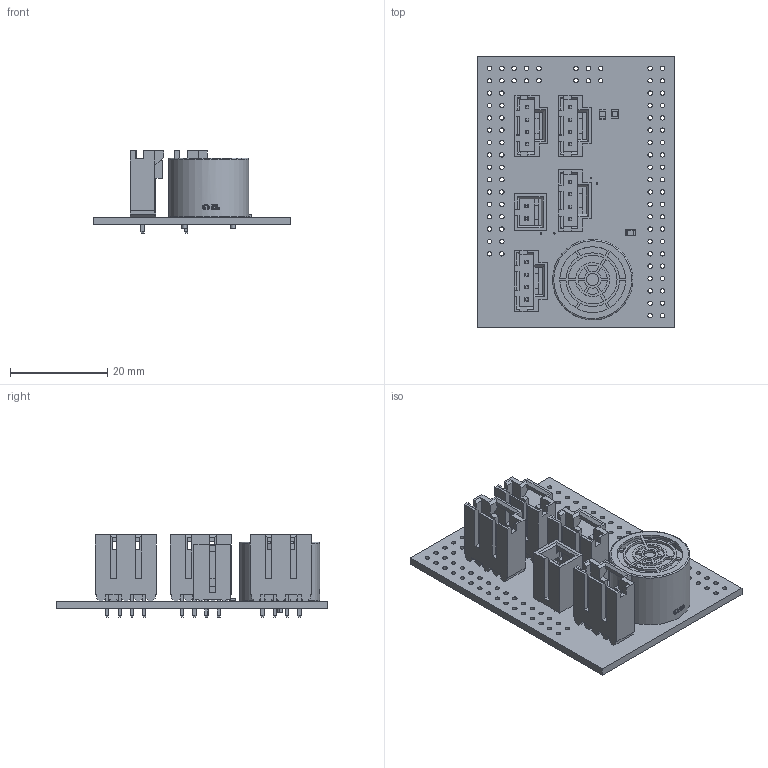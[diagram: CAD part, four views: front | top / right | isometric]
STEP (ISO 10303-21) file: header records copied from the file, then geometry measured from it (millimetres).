
FILE_DESCRIPTION(('Designed by EasyEDA Pro'),'2;1');
FILE_NAME('Open CASCADE Shape Model','2023-03-24T23:13:15',('Author'),( 'Open CASCADE'),'Open CASCADE STEP processor 7.6','Open CASCADE 7.6' ,'Unknown');
FILE_SCHEMA(('AUTOMOTIVE_DESIGN { 1 0 10303 214 1 1 1 1 }'));
Length unit declared in the file: millimetre
Products named in the file (21): PCBModel; COMPOUND; CN3; CONN-TH_5-104363-3; CN1; CN2; CN5; C2; C0805; SOLID; C1; BUZZ; LD-BZPN-1705; R1; R0805; CN4; CONN-TH-2P_A2547WV-2P
Assembly tree (24 placements, depth 4):
  PCBModel
    COMPOUND
    CN3
      CONN-TH_5-104363-3
        COMPOUND
    CN1
      CONN-TH_5-104363-3
        COMPOUND
    CN2
      CONN-TH_5-104363-3
        COMPOUND
    CN5
      CONN-TH_5-104363-3
        COMPOUND
    C2
      C0805
        SOLID
    C1
      C0805
        SOLID
    BUZZ
      LD-BZPN-1705
        SOLID
    R1
      R0805
        COMPOUND
    CN4
      CONN-TH-2P_A2547WV-2P
        COMPOUND
Bounding box: 40.61 x 55.85 x 16.89 mm (x, y, z)
Volume: 8008.5 mm3; surface area: 11367.8 mm2
Topology: 93 solids, 93 shells, 3096 faces, 8430 edges, 5583 vertices
Faces by surface type: plane 1989, bspline 826, cylinder 263, sphere 16, torus 2
Full cylindrical faces by diameter (mm): 0.305 x6, 0.889 x16, 0.914 x86, 1.1 x2, 1.2 x2
Entity records: 69414 total; most frequent: CARTESIAN_POINT 16669, ORIENTED_EDGE 8860, DIRECTION 6208, EDGE_CURVE 4430, VERTEX_POINT 2983, LINE 2968, VECTOR 2968, FACE_BOUND 1955
